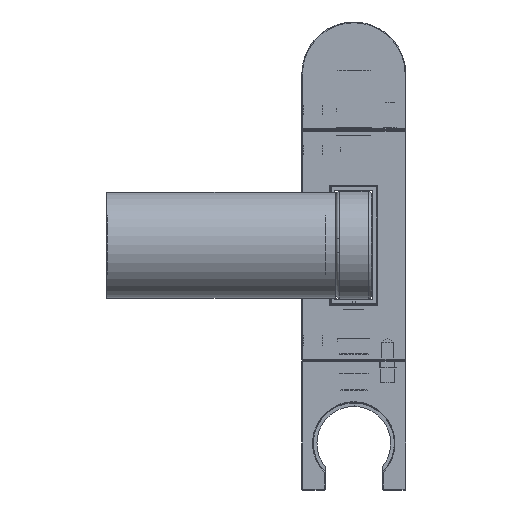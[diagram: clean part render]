
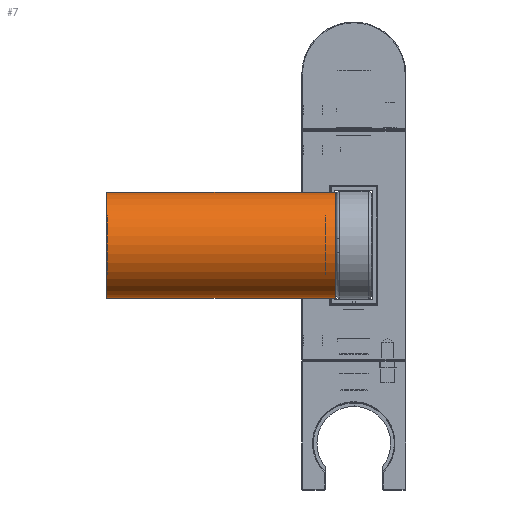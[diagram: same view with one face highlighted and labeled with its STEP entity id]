
A CAD part, front view. The second image highlights one B-rep face of the part: STEP entity #7.
In plain terms, the highlighted cylindrical face has radius 14.75 mm (diameter 29.5 mm), a full revolution.
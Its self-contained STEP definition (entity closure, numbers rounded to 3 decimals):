
#7 = ADVANCED_FACE ( 'NONE', ( #4411, #301, #3766 ), #6435, .T. ) ;
#146 = CARTESIAN_POINT ( 'NONE',  ( -57.613, -570.279, -0.932 ) ) ;
#234 = CARTESIAN_POINT ( 'NONE',  ( -58.218, -570.345, 1.669 ) ) ;
#301 = FACE_OUTER_BOUND ( 'NONE', #7376, .T. ) ;
#805 = CARTESIAN_POINT ( 'NONE',  ( -58.22, -570.345, -1.67 ) ) ;
#852 = CARTESIAN_POINT ( 'NONE',  ( -57.677, -570.287, 1.052 ) ) ;
#892 = CARTESIAN_POINT ( 'NONE',  ( -57.831, -570.305, -1.282 ) ) ;
#978 = CARTESIAN_POINT ( 'NONE',  ( -61.492, -570.265, -0.678 ) ) ;
#1099 = CARTESIAN_POINT ( 'NONE',  ( -0.2, -585., 0. ) ) ;
#1156 = CARTESIAN_POINT ( 'NONE',  ( -60.176, -570.385, 1.993 ) ) ;
#1220 = DIRECTION ( 'NONE',  ( 0., 0., 1. ) ) ;
#1319 = ORIENTED_EDGE ( 'NONE', *, *, #1475, .T. ) ;
#1475 = EDGE_CURVE ( 'NONE', #1513, #1513, #1949, .T. ) ;
#1506 = CARTESIAN_POINT ( 'NONE',  ( -61.081, -570.315, -1.388 ) ) ;
#1513 = VERTEX_POINT ( 'NONE', #1560 ) ;
#1551 = CARTESIAN_POINT ( 'NONE',  ( -58.824, -570.385, -1.993 ) ) ;
#1558 = DIRECTION ( 'NONE',  ( 0., 0., 1. ) ) ;
#1560 = CARTESIAN_POINT ( 'NONE',  ( -0.2, -585., 14.75 ) ) ;
#1641 = CARTESIAN_POINT ( 'NONE',  ( -61.6, -570.25, 0. ) ) ;
#1679 = CARTESIAN_POINT ( 'NONE',  ( -58.955, -570.391, -2.033 ) ) ;
#1727 = CARTESIAN_POINT ( 'NONE',  ( -59.359, -570.4, 2.1 ) ) ;
#1861 = EDGE_CURVE ( 'NONE', #8278, #8278, #4071, .T. ) ;
#1949 = CIRCLE ( 'NONE', #6852, 14.75 ) ;
#2158 = CARTESIAN_POINT ( 'NONE',  ( -57.4, -570.25, 0.273 ) ) ;
#2206 = CARTESIAN_POINT ( 'NONE',  ( -63.8, -585., 0. ) ) ;
#2242 = CARTESIAN_POINT ( 'NONE',  ( -61.322, -570.287, -1.052 ) ) ;
#2330 = CARTESIAN_POINT ( 'NONE',  ( -61.17, -570.305, -1.281 ) ) ;
#2351 = ORIENTED_EDGE ( 'NONE', *, *, #4795, .T. ) ;
#2419 = CARTESIAN_POINT ( 'NONE',  ( -61.334, -570.286, 1.059 ) ) ;
#2465 = CARTESIAN_POINT ( 'NONE',  ( -61.544, -570.258, 0.554 ) ) ;
#2818 = CARTESIAN_POINT ( 'NONE',  ( -57.508, -570.265, -0.678 ) ) ;
#2977 = DIRECTION ( 'NONE',  ( 0., 0., -1. ) ) ;
#3092 = ORIENTED_EDGE ( 'NONE', *, *, #1861, .T. ) ;
#3121 = CARTESIAN_POINT ( 'NONE',  ( -59.774, -570.398, 2.087 ) ) ;
#3481 = CARTESIAN_POINT ( 'NONE',  ( -57.918, -570.315, -1.388 ) ) ;
#3530 = CARTESIAN_POINT ( 'NONE',  ( -60.791, -570.345, -1.679 ) ) ;
#3570 = CARTESIAN_POINT ( 'NONE',  ( -57.917, -570.315, 1.387 ) ) ;
#3613 = CARTESIAN_POINT ( 'NONE',  ( -61.6, -570.25, -0.139 ) ) ;
#3657 = CARTESIAN_POINT ( 'NONE',  ( -60.052, -570.392, -2.045 ) ) ;
#3766 = FACE_BOUND ( 'NONE', #8305, .T. ) ;
#3775 = DIRECTION ( 'NONE',  ( -1., 0., 0. ) ) ;
#3832 = CARTESIAN_POINT ( 'NONE',  ( -60.779, -570.345, 1.671 ) ) ;
#4071 = B_SPLINE_CURVE_WITH_KNOTS ( 'NONE', 3,
 ( #1641, #3613, #5681, #4260, #978, #7527, #2242, #2330, #1506, #3530, #6283, #3657, #8314, #5014, #7658, #1679, #1551, #5548, #4346, #805, #6885, #3481, #892, #6156, #146, #2818, #5507, #8141, #8183, #2158, #4176, #6842, #852, #6204, #3570, #6243, #234, #5585, #8222, #4926, #7570, #7098, #1727, #4517, #3121, #4434, #1156, #8438, #4478, #3832, #7136, #5232, #2419, #2465, #7861, #7784 ),
 .UNSPECIFIED., .T., .F.,
 ( 4, 2, 2, 2, 2, 2, 2, 2, 2, 2, 2, 2, 2, 2, 2, 2, 2, 2, 2, 2, 2, 2, 2, 2, 2, 2, 2, 4 ),
 ( 0., 0., 0.001, 0.001, 0.002, 0.002, 0.003, 0.004, 0.004, 0.005, 0.005, 0.005, 0.006, 0.006, 0.007, 0.007, 0.008, 0.008, 0.009, 0.009, 0.009, 0.01, 0.01, 0.011, 0.011, 0.012, 0.012, 0.013 ),
 .UNSPECIFIED. ) ;
#4176 = CARTESIAN_POINT ( 'NONE',  ( -57.455, -570.258, 0.55 ) ) ;
#4231 = EDGE_LOOP ( 'NONE', ( #2351 ) ) ;
#4260 = CARTESIAN_POINT ( 'NONE',  ( -61.533, -570.259, -0.544 ) ) ;
#4346 = CARTESIAN_POINT ( 'NONE',  ( -58.447, -570.363, -1.822 ) ) ;
#4411 = FACE_OUTER_BOUND ( 'NONE', #4231, .T. ) ;
#4434 = CARTESIAN_POINT ( 'NONE',  ( -60.042, -570.391, 2.033 ) ) ;
#4478 = CARTESIAN_POINT ( 'NONE',  ( -60.551, -570.363, 1.823 ) ) ;
#4517 = CARTESIAN_POINT ( 'NONE',  ( -59.637, -570.4, 2.1 ) ) ;
#4795 = EDGE_CURVE ( 'NONE', #7185, #7185, #7818, .T. ) ;
#4895 = AXIS2_PLACEMENT_3D ( 'NONE', #5792, #6480, #2977 ) ;
#4926 = CARTESIAN_POINT ( 'NONE',  ( -58.821, -570.385, 1.992 ) ) ;
#5014 = CARTESIAN_POINT ( 'NONE',  ( -59.364, -570.4, -2.1 ) ) ;
#5232 = CARTESIAN_POINT ( 'NONE',  ( -61.177, -570.305, 1.293 ) ) ;
#5507 = CARTESIAN_POINT ( 'NONE',  ( -57.468, -570.26, -0.547 ) ) ;
#5548 = CARTESIAN_POINT ( 'NONE',  ( -58.57, -570.371, -1.888 ) ) ;
#5585 = CARTESIAN_POINT ( 'NONE',  ( -58.446, -570.363, 1.822 ) ) ;
#5594 = CARTESIAN_POINT ( 'NONE',  ( -61.6, -570.25, 0. ) ) ;
#5681 = CARTESIAN_POINT ( 'NONE',  ( -61.586, -570.252, -0.275 ) ) ;
#5792 = CARTESIAN_POINT ( 'NONE',  ( -64., -585., 0. ) ) ;
#5860 = CARTESIAN_POINT ( 'NONE',  ( -63.8, -585., 14.75 ) ) ;
#6156 = CARTESIAN_POINT ( 'NONE',  ( -57.679, -570.287, -1.055 ) ) ;
#6164 = DIRECTION ( 'NONE',  ( 1., 0., 0. ) ) ;
#6204 = CARTESIAN_POINT ( 'NONE',  ( -57.83, -570.305, 1.281 ) ) ;
#6243 = CARTESIAN_POINT ( 'NONE',  ( -58.11, -570.335, 1.58 ) ) ;
#6283 = CARTESIAN_POINT ( 'NONE',  ( -60.557, -570.364, -1.835 ) ) ;
#6435 = CYLINDRICAL_SURFACE ( 'NONE', #4895, 14.75 ) ;
#6480 = DIRECTION ( 'NONE',  ( 1., 0., 0. ) ) ;
#6842 = CARTESIAN_POINT ( 'NONE',  ( -57.612, -570.279, 0.929 ) ) ;
#6852 = AXIS2_PLACEMENT_3D ( 'NONE', #1099, #3775, #1220 ) ;
#6885 = CARTESIAN_POINT ( 'NONE',  ( -58.114, -570.335, -1.583 ) ) ;
#7005 = AXIS2_PLACEMENT_3D ( 'NONE', #2206, #6164, #1558 ) ;
#7098 = CARTESIAN_POINT ( 'NONE',  ( -59.223, -570.398, 2.086 ) ) ;
#7136 = CARTESIAN_POINT ( 'NONE',  ( -60.887, -570.335, 1.583 ) ) ;
#7185 = VERTEX_POINT ( 'NONE', #5860 ) ;
#7376 = EDGE_LOOP ( 'NONE', ( #1319 ) ) ;
#7527 = CARTESIAN_POINT ( 'NONE',  ( -61.387, -570.279, -0.932 ) ) ;
#7570 = CARTESIAN_POINT ( 'NONE',  ( -58.954, -570.391, 2.032 ) ) ;
#7658 = CARTESIAN_POINT ( 'NONE',  ( -59.225, -570.398, -2.086 ) ) ;
#7784 = CARTESIAN_POINT ( 'NONE',  ( -61.6, -570.25, 0. ) ) ;
#7818 = CIRCLE ( 'NONE', #7005, 14.75 ) ;
#7861 = CARTESIAN_POINT ( 'NONE',  ( -61.6, -570.25, 0.278 ) ) ;
#8141 = CARTESIAN_POINT ( 'NONE',  ( -57.414, -570.252, -0.277 ) ) ;
#8183 = CARTESIAN_POINT ( 'NONE',  ( -57.4, -570.25, -0.138 ) ) ;
#8222 = CARTESIAN_POINT ( 'NONE',  ( -58.567, -570.371, 1.886 ) ) ;
#8278 = VERTEX_POINT ( 'NONE', #5594 ) ;
#8305 = EDGE_LOOP ( 'NONE', ( #3092 ) ) ;
#8314 = CARTESIAN_POINT ( 'NONE',  ( -59.775, -570.4, -2.1 ) ) ;
#8438 = CARTESIAN_POINT ( 'NONE',  ( -60.43, -570.371, 1.888 ) ) ;
